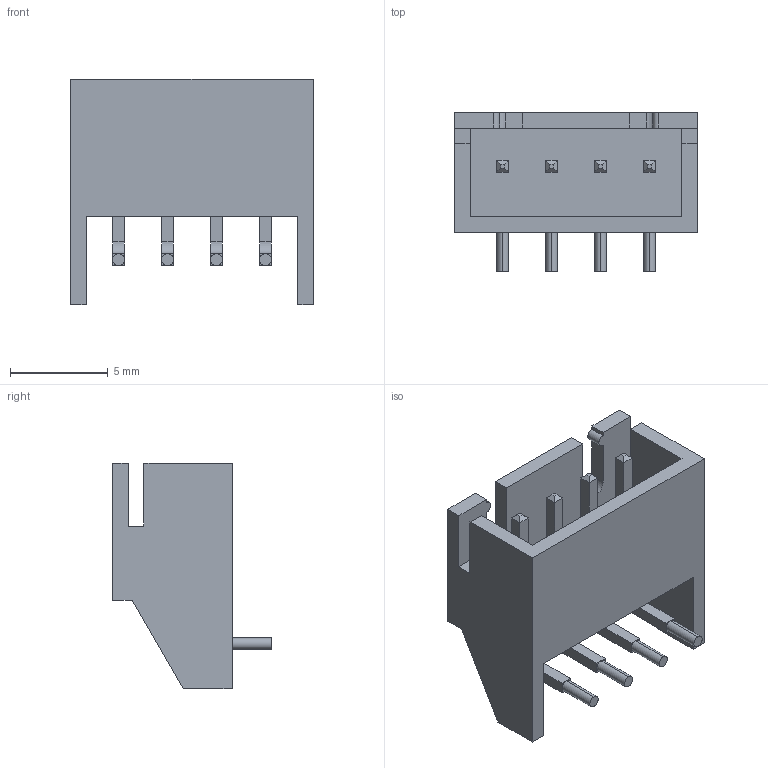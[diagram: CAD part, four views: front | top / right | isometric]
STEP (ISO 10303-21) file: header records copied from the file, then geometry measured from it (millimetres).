
FILE_DESCRIPTION (( 'STEP AP214' ), '1' );
FILE_NAME ('User Library-S XH-A.STEP', '2019-09-07T11:36:07', ( '' ), ( '' ), 'SwSTEP 2.0', 'SolidWorks 2019', '' );
FILE_SCHEMA (( 'AUTOMOTIVE_DESIGN' ));
Length unit declared in the file: millimetre
Products named in the file (1): User Library-S XH-A
Bounding box: 12.4 x 8.1 x 11.5 mm (x, y, z)
Volume: 261.4 mm3; surface area: 792 mm2
Topology: 1 solids, 1 shells, 132 faces, 326 edges, 204 vertices
Faces by surface type: plane 112, cylinder 20
Entity records: 4325 total; most frequent: CARTESIAN_POINT 663, ORIENTED_EDGE 652, DIRECTION 640, EDGE_CURVE 326, VECTOR 278, LINE 278, VERTEX_POINT 204, AXIS2_PLACEMENT_3D 181
